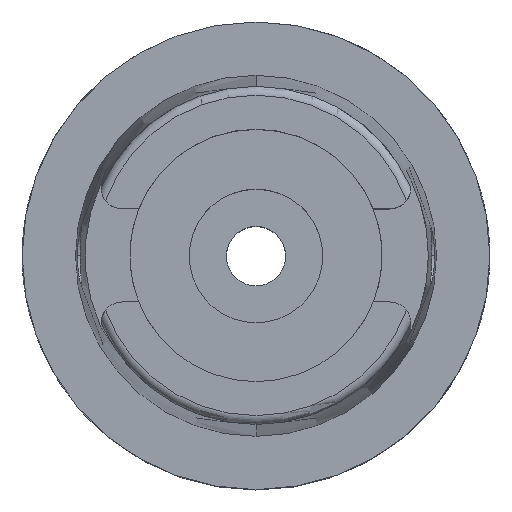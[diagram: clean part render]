
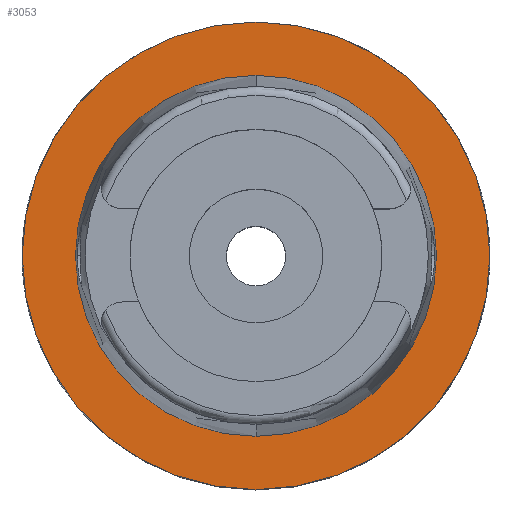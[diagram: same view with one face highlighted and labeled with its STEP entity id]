
A CAD part, top view. The second image highlights one B-rep face of the part: STEP entity #3053.
In plain terms, the highlighted planar face has unit normal (0, 0, 1).
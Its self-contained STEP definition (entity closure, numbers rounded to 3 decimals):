
#614=CARTESIAN_POINT('',(0.,0.,0.));
#615=DIRECTION('',(0.,0.,-1.));
#616=DIRECTION('',(0.,-1.,0.));
#617=AXIS2_PLACEMENT_3D('',#614,#615,#616);
#622=CARTESIAN_POINT('',(0.,0.,0.));
#623=DIRECTION('',(0.,0.,-1.));
#624=DIRECTION('',(0.,1.,0.));
#625=AXIS2_PLACEMENT_3D('',#622,#623,#624);
#630=CARTESIAN_POINT('',(0.,0.,0.));
#631=DIRECTION('',(0.,0.,1.));
#632=DIRECTION('',(0.,-1.,0.));
#633=AXIS2_PLACEMENT_3D('',#630,#631,#632);
#638=CARTESIAN_POINT('',(0.,0.,0.));
#639=DIRECTION('',(0.,0.,1.));
#640=DIRECTION('',(0.,1.,0.));
#641=AXIS2_PLACEMENT_3D('',#638,#639,#640);
#2389=CARTESIAN_POINT('',(0.,-24.315,0.));
#2390=VERTEX_POINT('',#2389);
#2391=CARTESIAN_POINT('',(0.,24.315,0.));
#2392=VERTEX_POINT('',#2391);
#2667=CARTESIAN_POINT('',(0.,31.5,0.));
#2668=VERTEX_POINT('',#2667);
#2669=CARTESIAN_POINT('',(0.,-31.5,0.));
#2670=VERTEX_POINT('',#2669);
#3038=CARTESIAN_POINT('',(0.,0.,0.));
#3039=DIRECTION('',(0.,0.,1.));
#3040=DIRECTION('',(0.,1.,0.));
#3041=AXIS2_PLACEMENT_3D('',#3038,#3039,#3040);
#3042=PLANE('',#3041);
#3044=ORIENTED_EDGE('',*,*,#3043,.T.);
#3046=ORIENTED_EDGE('',*,*,#3045,.T.);
#3047=EDGE_LOOP('',(#3044,#3046));
#3048=FACE_OUTER_BOUND('',#3047,.F.);
#3049=ORIENTED_EDGE('',*,*,#2996,.T.);
#3050=ORIENTED_EDGE('',*,*,#2789,.T.);
#3051=EDGE_LOOP('',(#3049,#3050));
#3052=FACE_BOUND('',#3051,.F.);
#618=CIRCLE('',#617,31.5);
#626=CIRCLE('',#625,31.5);
#634=CIRCLE('',#633,24.315);
#642=CIRCLE('',#641,24.315);
#2789=EDGE_CURVE('',#2392,#2390,#642,.T.);
#2996=EDGE_CURVE('',#2390,#2392,#634,.T.);
#3043=EDGE_CURVE('',#2670,#2668,#618,.T.);
#3045=EDGE_CURVE('',#2668,#2670,#626,.T.);
#3053=ADVANCED_FACE('',(#3048,#3052),#3042,.T.);
